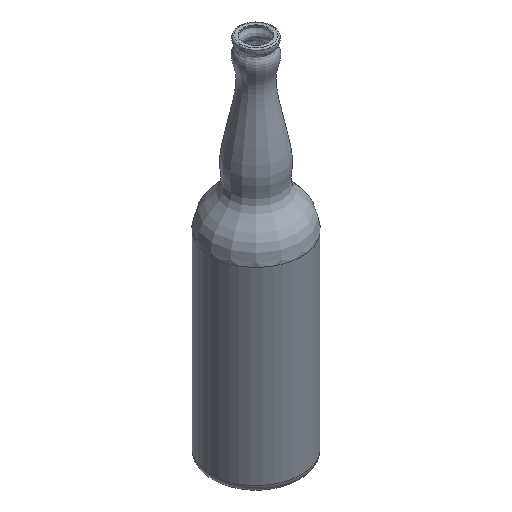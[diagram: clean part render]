
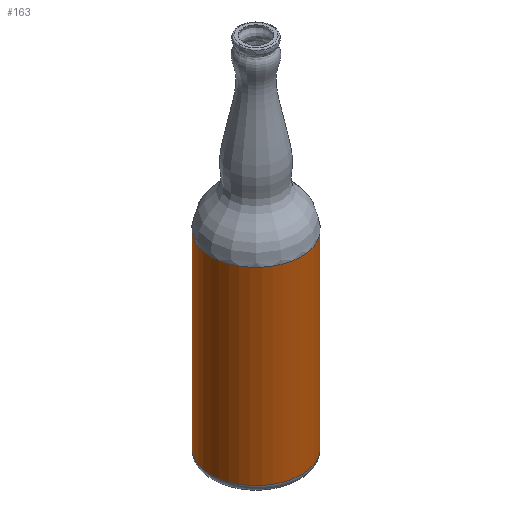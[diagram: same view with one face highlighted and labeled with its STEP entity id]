
A CAD part, isometric view. The second image highlights one B-rep face of the part: STEP entity #163.
In plain terms, the highlighted cylindrical face has radius 30 mm (diameter 60 mm), a full revolution.
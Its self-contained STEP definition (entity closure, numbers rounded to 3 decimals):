
#19=LINE('',#2048,#21);
#21=VECTOR('',#233,30.);
#23=CYLINDRICAL_SURFACE('',#193,30.);
#39=FACE_OUTER_BOUND('',#51,.T.);
#51=EDGE_LOOP('',(#140,#141,#142,#143,#144));
#58=CIRCLE('',#189,30.);
#61=CIRCLE('',#194,30.);
#62=CIRCLE('',#195,30.);
#82=VERTEX_POINT('',#2037);
#84=VERTEX_POINT('',#2044);
#85=VERTEX_POINT('',#2045);
#101=EDGE_CURVE('',#82,#82,#58,.T.);
#104=EDGE_CURVE('',#84,#85,#61,.T.);
#105=EDGE_CURVE('',#85,#84,#62,.T.);
#106=EDGE_CURVE('',#85,#82,#19,.T.);
#140=ORIENTED_EDGE('',*,*,#104,.F.);
#141=ORIENTED_EDGE('',*,*,#105,.F.);
#142=ORIENTED_EDGE('',*,*,#106,.T.);
#143=ORIENTED_EDGE('',*,*,#101,.F.);
#144=ORIENTED_EDGE('',*,*,#106,.F.);
#163=ADVANCED_FACE('',(#39),#23,.T.);
#189=AXIS2_PLACEMENT_3D('',#2038,#219,#220);
#193=AXIS2_PLACEMENT_3D('',#2043,#227,#228);
#194=AXIS2_PLACEMENT_3D('',#2046,#229,#230);
#195=AXIS2_PLACEMENT_3D('',#2047,#231,#232);
#219=DIRECTION('center_axis',(0.,0.,-1.));
#220=DIRECTION('ref_axis',(-1.,0.,0.));
#227=DIRECTION('center_axis',(0.,0.,1.));
#228=DIRECTION('ref_axis',(1.,0.,0.));
#229=DIRECTION('center_axis',(0.,0.,1.));
#230=DIRECTION('ref_axis',(1.,0.,0.));
#231=DIRECTION('center_axis',(0.,0.,1.));
#232=DIRECTION('ref_axis',(1.,0.,0.));
#233=DIRECTION('',(0.,0.,-1.));
#2037=CARTESIAN_POINT('',(-30.,0.,5.));
#2038=CARTESIAN_POINT('Origin',(0.,0.,5.));
#2043=CARTESIAN_POINT('Origin',(0.,0.,65.));
#2044=CARTESIAN_POINT('',(30.,0.,130.));
#2045=CARTESIAN_POINT('',(-30.,0.,130.));
#2046=CARTESIAN_POINT('Origin',(0.,0.,130.));
#2047=CARTESIAN_POINT('Origin',(0.,0.,130.));
#2048=CARTESIAN_POINT('',(-30.,0.,65.));
